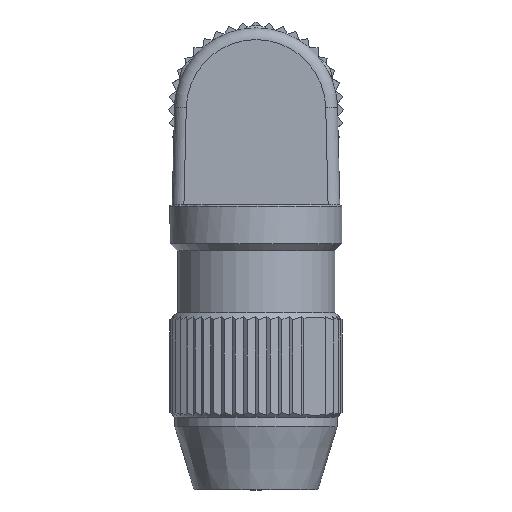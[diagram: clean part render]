
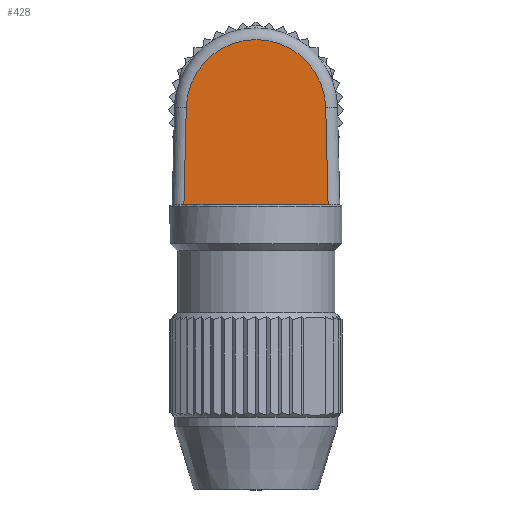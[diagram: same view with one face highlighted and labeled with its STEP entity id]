
A CAD part, top view. The second image highlights one B-rep face of the part: STEP entity #428.
In plain terms, the highlighted planar face has unit normal (0, 0, 1).
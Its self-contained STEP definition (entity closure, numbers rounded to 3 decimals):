
#428=ADVANCED_FACE('',(#968),#720,.T.);
#720=PLANE('',#5257);
#968=FACE_OUTER_BOUND('',#1228,.T.);
#1228=EDGE_LOOP('',(#1780,#1781,#1782,#1783,#1784,#1785));
#1549=CIRCLE('',#5256,5.95);
#1780=ORIENTED_EDGE('',*,*,#3749,.T.);
#1781=ORIENTED_EDGE('',*,*,#3750,.T.);
#1782=ORIENTED_EDGE('',*,*,#3751,.T.);
#1783=ORIENTED_EDGE('',*,*,#3665,.T.);
#1784=ORIENTED_EDGE('',*,*,#3752,.T.);
#1785=ORIENTED_EDGE('',*,*,#3671,.T.);
#3164=VERTEX_POINT('',#6848);
#3165=VERTEX_POINT('',#6850);
#3170=VERTEX_POINT('',#6862);
#3171=VERTEX_POINT('',#6863);
#3220=VERTEX_POINT('',#7023);
#3221=VERTEX_POINT('',#7025);
#3665=EDGE_CURVE('',#3165,#3164,#4418,.T.);
#3671=EDGE_CURVE('',#3170,#3171,#4423,.T.);
#3749=EDGE_CURVE('',#3171,#3220,#4484,.T.);
#3750=EDGE_CURVE('',#3220,#3221,#1549,.T.);
#3751=EDGE_CURVE('',#3221,#3165,#4485,.T.);
#3752=EDGE_CURVE('',#3164,#3170,#4486,.T.);
#4418=LINE('',#6849,#4816);
#4423=LINE('',#6861,#4821);
#4484=LINE('',#7022,#4882);
#4485=LINE('',#7026,#4883);
#4486=LINE('',#7027,#4884);
#4816=VECTOR('',#5631,1.);
#4821=VECTOR('',#5640,1.);
#4882=VECTOR('',#5785,1.);
#4883=VECTOR('',#5788,1.);
#4884=VECTOR('',#5789,1.);
#5256=AXIS2_PLACEMENT_3D('',#7024,#5786,#5787);
#5257=AXIS2_PLACEMENT_3D('',#7028,#5790,#5791);
#5631=DIRECTION('',(1.,0.,0.));
#5640=DIRECTION('',(1.,0.,0.));
#5785=DIRECTION('',(-0.024,1.,0.));
#5786=DIRECTION('',(0.,0.,1.));
#5787=DIRECTION('',(1.,0.024,0.));
#5788=DIRECTION('',(-0.024,-1.,0.));
#5789=DIRECTION('',(1.,0.,0.));
#5790=DIRECTION('',(0.,0.,1.));
#5791=DIRECTION('',(1.,0.,0.));
#6848=CARTESIAN_POINT('',(-32.875,-15.812,-1.));
#6849=CARTESIAN_POINT('',(-37.334,-15.812,-1.));
#6850=CARTESIAN_POINT('',(-37.334,-15.812,-1.));
#6861=CARTESIAN_POINT('',(-37.334,-15.812,-1.));
#6862=CARTESIAN_POINT('',(-29.493,-15.812,-1.));
#6863=CARTESIAN_POINT('',(-25.034,-15.812,-1.));
#7022=CARTESIAN_POINT('',(-25.034,-15.812,-1.));
#7023=CARTESIAN_POINT('',(-25.236,-7.518,-1.));
#7024=CARTESIAN_POINT('',(-31.184,-7.662,-1.));
#7025=CARTESIAN_POINT('',(-37.132,-7.518,-1.));
#7026=CARTESIAN_POINT('',(-37.132,-7.518,-1.));
#7027=CARTESIAN_POINT('',(-37.334,-15.812,-1.));
#7028=CARTESIAN_POINT('',(-23.677,-0.334,-1.));
